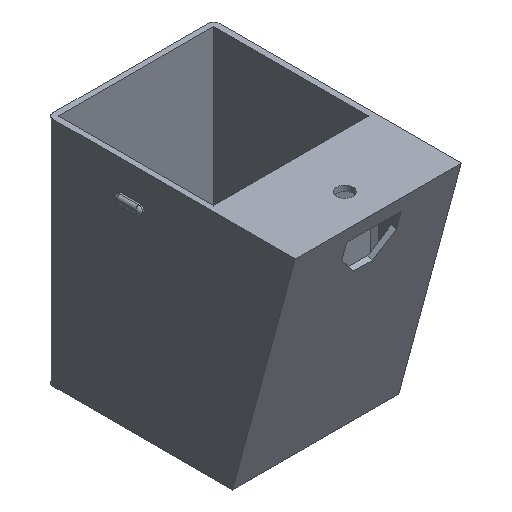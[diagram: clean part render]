
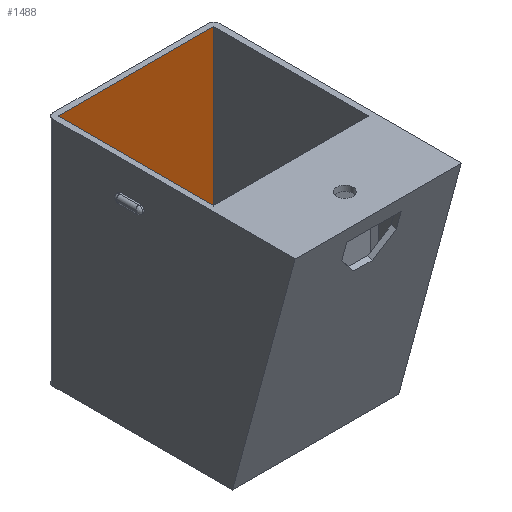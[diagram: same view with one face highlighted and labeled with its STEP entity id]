
A CAD part, isometric view. The second image highlights one B-rep face of the part: STEP entity #1488.
In plain terms, the highlighted planar face has unit normal (0, -1, 0).
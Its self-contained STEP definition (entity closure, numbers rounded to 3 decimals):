
#32 = PLANE('',#33);
#33 = AXIS2_PLACEMENT_3D('',#34,#35,#36);
#34 = CARTESIAN_POINT('',(0.,-3.5,0.));
#35 = DIRECTION('',(-0.,-0.,-1.));
#36 = DIRECTION('',(-1.,0.,0.));
#113 = VERTEX_POINT('',#114);
#114 = CARTESIAN_POINT('',(28.5,28.5,0.));
#128 = PLANE('',#129);
#129 = AXIS2_PLACEMENT_3D('',#130,#131,#132);
#130 = CARTESIAN_POINT('',(28.5,28.5,0.));
#131 = DIRECTION('',(1.,0.,0.));
#132 = DIRECTION('',(0.,-1.,0.));
#140 = EDGE_CURVE('',#141,#113,#143,.T.);
#141 = VERTEX_POINT('',#142);
#142 = CARTESIAN_POINT('',(-28.5,28.5,0.));
#143 = SURFACE_CURVE('',#144,(#148,#155),.PCURVE_S1.);
#144 = LINE('',#145,#146);
#145 = CARTESIAN_POINT('',(-28.5,28.5,0.));
#146 = VECTOR('',#147,1.);
#147 = DIRECTION('',(1.,0.,0.));
#148 = PCURVE('',#32,#149);
#149 = DEFINITIONAL_REPRESENTATION('',(#150),#154);
#150 = LINE('',#151,#152);
#151 = CARTESIAN_POINT('',(28.5,32.));
#152 = VECTOR('',#153,1.);
#153 = DIRECTION('',(-1.,0.));
#154 = ( GEOMETRIC_REPRESENTATION_CONTEXT(2) 
PARAMETRIC_REPRESENTATION_CONTEXT() REPRESENTATION_CONTEXT('2D SPACE',''
  ) );
#155 = PCURVE('',#156,#161);
#156 = PLANE('',#157);
#157 = AXIS2_PLACEMENT_3D('',#158,#159,#160);
#158 = CARTESIAN_POINT('',(-28.5,28.5,0.));
#159 = DIRECTION('',(0.,1.,0.));
#160 = DIRECTION('',(1.,0.,0.));
#161 = DEFINITIONAL_REPRESENTATION('',(#162),#166);
#162 = LINE('',#163,#164);
#163 = CARTESIAN_POINT('',(0.,0.));
#164 = VECTOR('',#165,1.);
#165 = DIRECTION('',(1.,0.));
#166 = ( GEOMETRIC_REPRESENTATION_CONTEXT(2) 
PARAMETRIC_REPRESENTATION_CONTEXT() REPRESENTATION_CONTEXT('2D SPACE',''
  ) );
#184 = PLANE('',#185);
#185 = AXIS2_PLACEMENT_3D('',#186,#187,#188);
#186 = CARTESIAN_POINT('',(-28.5,-28.5,0.));
#187 = DIRECTION('',(-1.,0.,0.));
#188 = DIRECTION('',(0.,1.,0.));
#1064 = PLANE('',#1065);
#1065 = AXIS2_PLACEMENT_3D('',#1066,#1067,#1068);
#1066 = CARTESIAN_POINT('',(0.,-15.,85.));
#1067 = DIRECTION('',(0.,0.,1.));
#1068 = DIRECTION('',(1.,0.,0.));
#1215 = EDGE_CURVE('',#113,#1216,#1218,.T.);
#1216 = VERTEX_POINT('',#1217);
#1217 = CARTESIAN_POINT('',(28.5,28.5,85.));
#1218 = SURFACE_CURVE('',#1219,(#1223,#1230),.PCURVE_S1.);
#1219 = LINE('',#1220,#1221);
#1220 = CARTESIAN_POINT('',(28.5,28.5,0.));
#1221 = VECTOR('',#1222,1.);
#1222 = DIRECTION('',(0.,0.,1.));
#1223 = PCURVE('',#128,#1224);
#1224 = DEFINITIONAL_REPRESENTATION('',(#1225),#1229);
#1225 = LINE('',#1226,#1227);
#1226 = CARTESIAN_POINT('',(0.,0.));
#1227 = VECTOR('',#1228,1.);
#1228 = DIRECTION('',(0.,-1.));
#1229 = ( GEOMETRIC_REPRESENTATION_CONTEXT(2) 
PARAMETRIC_REPRESENTATION_CONTEXT() REPRESENTATION_CONTEXT('2D SPACE',''
  ) );
#1230 = PCURVE('',#156,#1231);
#1231 = DEFINITIONAL_REPRESENTATION('',(#1232),#1236);
#1232 = LINE('',#1233,#1234);
#1233 = CARTESIAN_POINT('',(57.,0.));
#1234 = VECTOR('',#1235,1.);
#1235 = DIRECTION('',(0.,-1.));
#1236 = ( GEOMETRIC_REPRESENTATION_CONTEXT(2) 
PARAMETRIC_REPRESENTATION_CONTEXT() REPRESENTATION_CONTEXT('2D SPACE',''
  ) );
#1488 = ADVANCED_FACE('',(#1489),#156,.F.);
#1489 = FACE_BOUND('',#1490,.F.);
#1490 = EDGE_LOOP('',(#1491,#1514,#1535,#1536));
#1491 = ORIENTED_EDGE('',*,*,#1492,.T.);
#1492 = EDGE_CURVE('',#141,#1493,#1495,.T.);
#1493 = VERTEX_POINT('',#1494);
#1494 = CARTESIAN_POINT('',(-28.5,28.5,85.));
#1495 = SURFACE_CURVE('',#1496,(#1500,#1507),.PCURVE_S1.);
#1496 = LINE('',#1497,#1498);
#1497 = CARTESIAN_POINT('',(-28.5,28.5,0.));
#1498 = VECTOR('',#1499,1.);
#1499 = DIRECTION('',(0.,0.,1.));
#1500 = PCURVE('',#156,#1501);
#1501 = DEFINITIONAL_REPRESENTATION('',(#1502),#1506);
#1502 = LINE('',#1503,#1504);
#1503 = CARTESIAN_POINT('',(0.,0.));
#1504 = VECTOR('',#1505,1.);
#1505 = DIRECTION('',(0.,-1.));
#1506 = ( GEOMETRIC_REPRESENTATION_CONTEXT(2) 
PARAMETRIC_REPRESENTATION_CONTEXT() REPRESENTATION_CONTEXT('2D SPACE',''
  ) );
#1507 = PCURVE('',#184,#1508);
#1508 = DEFINITIONAL_REPRESENTATION('',(#1509),#1513);
#1509 = LINE('',#1510,#1511);
#1510 = CARTESIAN_POINT('',(57.,0.));
#1511 = VECTOR('',#1512,1.);
#1512 = DIRECTION('',(0.,-1.));
#1513 = ( GEOMETRIC_REPRESENTATION_CONTEXT(2) 
PARAMETRIC_REPRESENTATION_CONTEXT() REPRESENTATION_CONTEXT('2D SPACE',''
  ) );
#1514 = ORIENTED_EDGE('',*,*,#1515,.T.);
#1515 = EDGE_CURVE('',#1493,#1216,#1516,.T.);
#1516 = SURFACE_CURVE('',#1517,(#1521,#1528),.PCURVE_S1.);
#1517 = LINE('',#1518,#1519);
#1518 = CARTESIAN_POINT('',(-28.5,28.5,85.));
#1519 = VECTOR('',#1520,1.);
#1520 = DIRECTION('',(1.,0.,0.));
#1521 = PCURVE('',#156,#1522);
#1522 = DEFINITIONAL_REPRESENTATION('',(#1523),#1527);
#1523 = LINE('',#1524,#1525);
#1524 = CARTESIAN_POINT('',(0.,-85.));
#1525 = VECTOR('',#1526,1.);
#1526 = DIRECTION('',(1.,0.));
#1527 = ( GEOMETRIC_REPRESENTATION_CONTEXT(2) 
PARAMETRIC_REPRESENTATION_CONTEXT() REPRESENTATION_CONTEXT('2D SPACE',''
  ) );
#1528 = PCURVE('',#1064,#1529);
#1529 = DEFINITIONAL_REPRESENTATION('',(#1530),#1534);
#1530 = LINE('',#1531,#1532);
#1531 = CARTESIAN_POINT('',(-28.5,43.5));
#1532 = VECTOR('',#1533,1.);
#1533 = DIRECTION('',(1.,0.));
#1534 = ( GEOMETRIC_REPRESENTATION_CONTEXT(2) 
PARAMETRIC_REPRESENTATION_CONTEXT() REPRESENTATION_CONTEXT('2D SPACE',''
  ) );
#1535 = ORIENTED_EDGE('',*,*,#1215,.F.);
#1536 = ORIENTED_EDGE('',*,*,#140,.F.);
